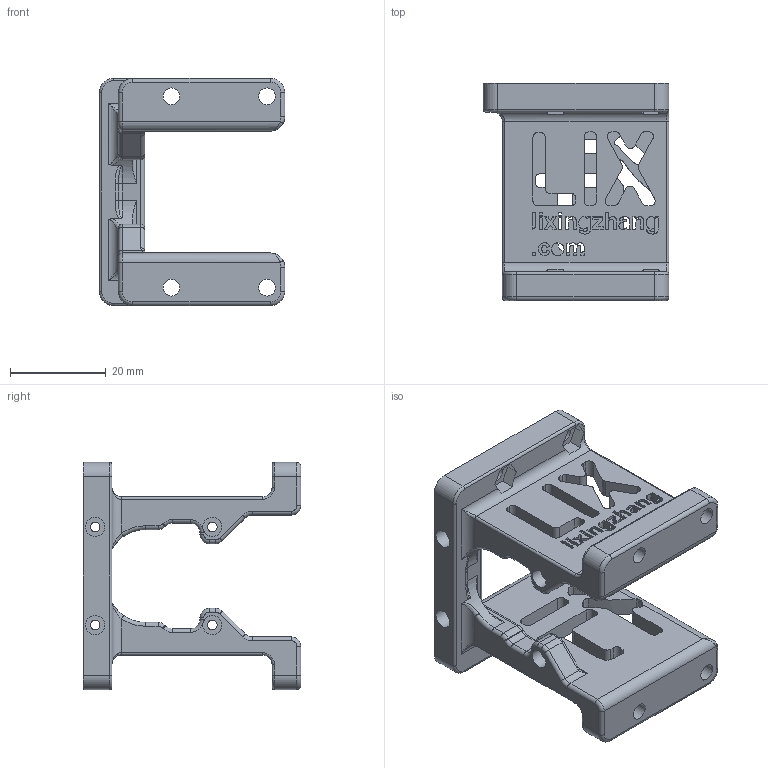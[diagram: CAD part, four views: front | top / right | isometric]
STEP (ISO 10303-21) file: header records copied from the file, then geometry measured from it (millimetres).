
FILE_DESCRIPTION(/* description */ (''),/* implementation_level */ '2;1');
FILE_NAME(/* name */ 'Drive_Motor_Mount_upgraded.step',/* time_stamp */ '2025-09-20T17:32:04+02:00',/* author */ (''),/* organization */ (''),/* preprocessor_version */ 'ST-DEVELOPER v20.1',/* originating_system */ 'Autodesk Translation Framework v14.17.0.0',/* authorisation */ '');
FILE_SCHEMA (('AUTOMOTIVE_DESIGN { 1 0 10303 214 3 1 1 }'));
Length unit declared in the file: millimetre
Products named in the file (1): drive_motor_mount_modified
Bounding box: 38.8 x 45.5 x 47.5 mm (x, y, z)
Volume: 17827 mm3; surface area: 12360.8 mm2
Topology: 1 solids, 1 shells, 612 faces, 1719 edges, 1100 vertices
Faces by surface type: plane 239, bspline 174, cylinder 147, torus 52
Full cylindrical faces by diameter (mm): 2 x4, 3.5 x8, 4 x4
Entity records: 22140 total; most frequent: CARTESIAN_POINT 7234, ORIENTED_EDGE 3422, DIRECTION 2567, EDGE_CURVE 1711, VERTEX_POINT 1100, LINE 955, VECTOR 955, AXIS2_PLACEMENT_3D 806
